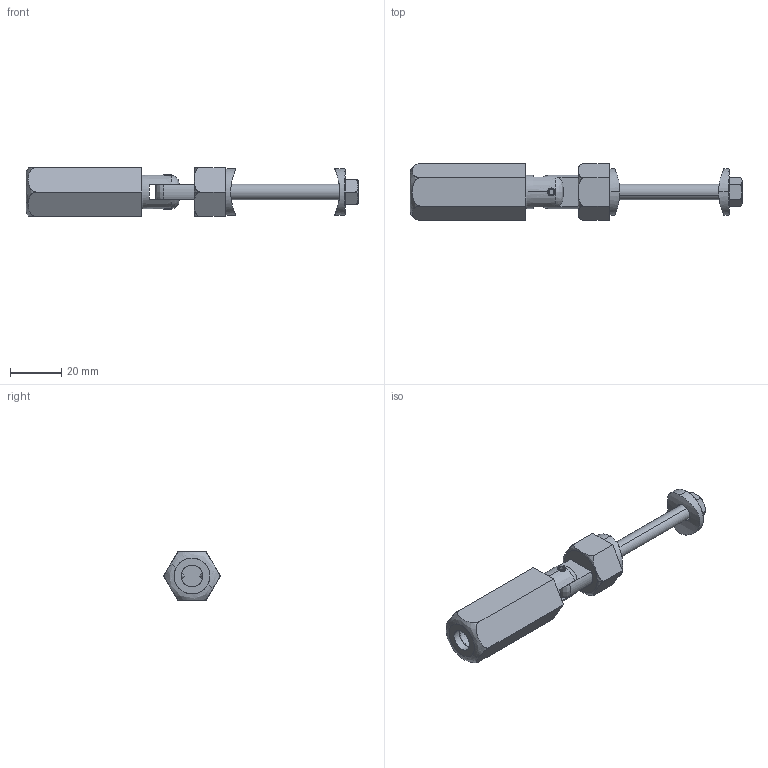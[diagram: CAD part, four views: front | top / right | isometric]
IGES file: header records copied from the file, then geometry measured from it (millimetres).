
Start section: SolidWorks IGES file using analytic representation for surfaces
Global section: file name: 100054008.igs; native system: SolidWorks 2018; preprocessor: SolidWorks 2018; author: Christian; date: 231103.133815; units: millimetre
Bounding box: 129.12 x 21.94 x 19 mm (x, y, z)
Surface area: 13651.9 mm2 (no closed solid volume)
Topology: 0 solids, 0 shells, 391 faces, 5360 edges, 5352 vertices
Faces by surface type: bspline 303, revolution 88
